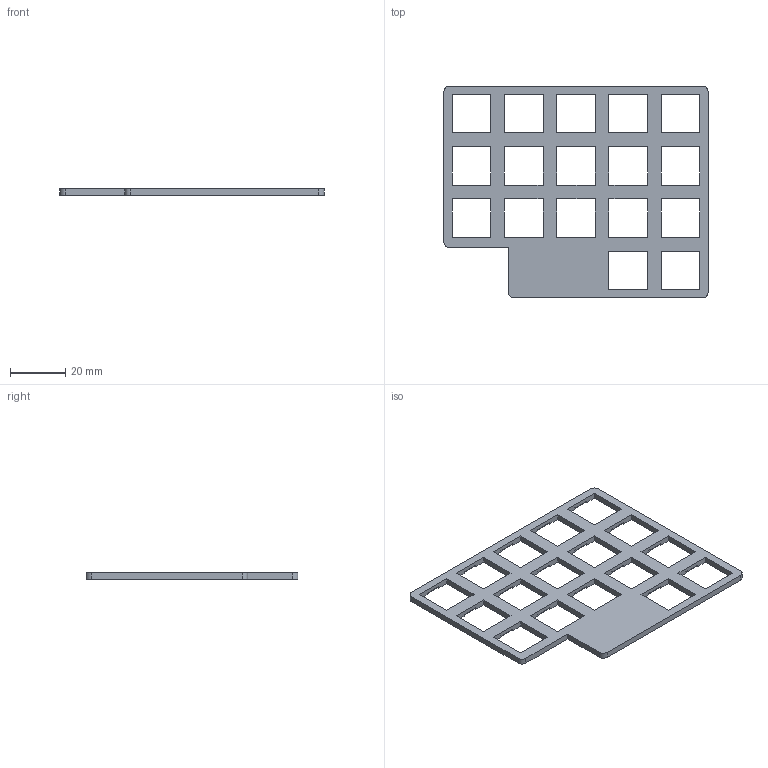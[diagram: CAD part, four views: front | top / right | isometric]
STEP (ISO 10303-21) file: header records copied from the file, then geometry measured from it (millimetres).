
FILE_DESCRIPTION(/* description */ (''),/* implementation_level */ '2;1');
FILE_NAME(/* name */ 'thorium_plate_left.step',/* time_stamp */ '2025-08-30T21:39:23+09:00',/* author */ (''),/* organization */ (''),/* preprocessor_version */ 'ST-DEVELOPER v20.1',/* originating_system */ 'Autodesk Translation Framework v14.10.0.0',/* authorisation */ '');
FILE_SCHEMA (('AUTOMOTIVE_DESIGN { 1 0 10303 214 3 1 1 }'));
Length unit declared in the file: millimetre
Products named in the file (1): PlateL
Bounding box: 96 x 77 x 2.2 mm (x, y, z)
Volume: 7808.1 mm3; surface area: 10039.3 mm2
Topology: 1 solids, 1 shells, 217 faces, 645 edges, 430 vertices
Faces by surface type: plane 212, cylinder 5
Entity records: 7230 total; most frequent: CARTESIAN_POINT 1293, ORIENTED_EDGE 1290, DIRECTION 1091, EDGE_CURVE 645, LINE 635, VECTOR 635, VERTEX_POINT 430, EDGE_LOOP 251
